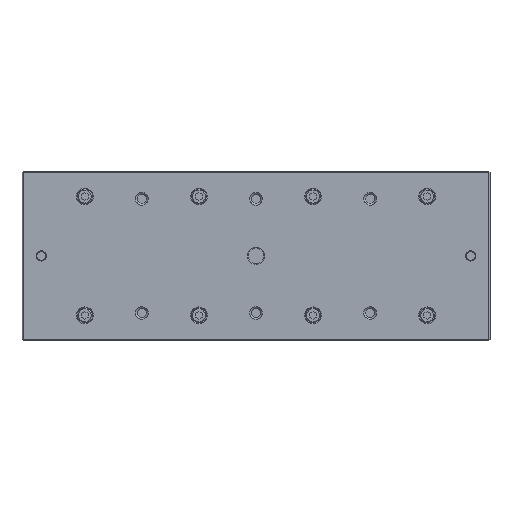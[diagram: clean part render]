
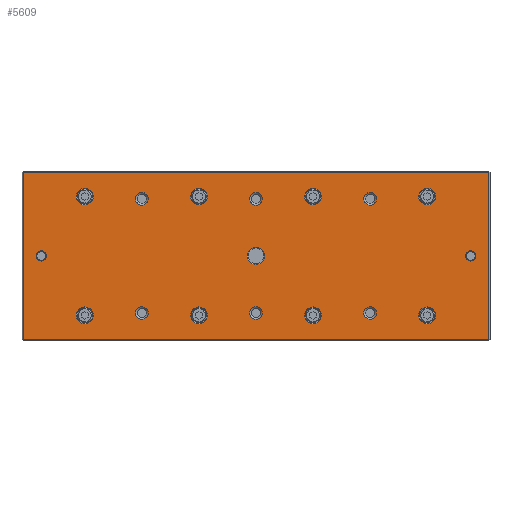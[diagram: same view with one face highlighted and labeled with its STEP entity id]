
A CAD part, top view. The second image highlights one B-rep face of the part: STEP entity #5609.
In plain terms, the highlighted planar face has unit normal (0, 0, 1).
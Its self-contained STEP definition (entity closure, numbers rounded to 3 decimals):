
#4912=FACE_BOUND('',#8370,.T.);
#4913=FACE_BOUND('',#8371,.T.);
#4914=FACE_BOUND('',#8372,.T.);
#4915=FACE_BOUND('',#8373,.T.);
#4916=FACE_BOUND('',#8374,.T.);
#4917=FACE_BOUND('',#8375,.T.);
#4918=FACE_BOUND('',#8376,.T.);
#4919=FACE_BOUND('',#8377,.T.);
#4920=FACE_BOUND('',#8378,.T.);
#4921=FACE_BOUND('',#8379,.T.);
#4922=FACE_BOUND('',#8380,.T.);
#4923=FACE_BOUND('',#8381,.T.);
#4924=FACE_BOUND('',#8382,.T.);
#4925=FACE_BOUND('',#8383,.T.);
#4926=FACE_BOUND('',#8384,.T.);
#4927=FACE_BOUND('',#8385,.T.);
#4928=FACE_BOUND('',#8386,.T.);
#4929=FACE_BOUND('',#8387,.T.);
#5278=CIRCLE('',#22325,7.5);
#5279=CIRCLE('',#22326,4.5);
#5280=CIRCLE('',#22327,4.5);
#5281=CIRCLE('',#22328,5.5);
#5282=CIRCLE('',#22329,5.5);
#5283=CIRCLE('',#22330,5.5);
#5284=CIRCLE('',#22331,5.5);
#5285=CIRCLE('',#22332,5.5);
#5286=CIRCLE('',#22333,5.5);
#5287=CIRCLE('',#22334,7.325);
#5288=CIRCLE('',#22335,7.325);
#5289=CIRCLE('',#22336,7.325);
#5290=CIRCLE('',#22337,7.325);
#5291=CIRCLE('',#22338,7.325);
#5292=CIRCLE('',#22339,7.325);
#5293=CIRCLE('',#22340,7.325);
#5294=CIRCLE('',#22341,7.325);
#5609=ADVANCED_FACE('',(#4912,#4913,#4914,#4915,#4916,#4917,#4918,#4919,
#4920,#4921,#4922,#4923,#4924,#4925,#4926,#4927,#4928,#4929),#6597,.F.);
#6597=PLANE('',#22342);
#8370=EDGE_LOOP('',(#10648));
#8371=EDGE_LOOP('',(#10649));
#8372=EDGE_LOOP('',(#10650));
#8373=EDGE_LOOP('',(#10651));
#8374=EDGE_LOOP('',(#10652));
#8375=EDGE_LOOP('',(#10653));
#8376=EDGE_LOOP('',(#10654));
#8377=EDGE_LOOP('',(#10655));
#8378=EDGE_LOOP('',(#10656));
#8379=EDGE_LOOP('',(#10657));
#8380=EDGE_LOOP('',(#10658));
#8381=EDGE_LOOP('',(#10659));
#8382=EDGE_LOOP('',(#10660));
#8383=EDGE_LOOP('',(#10661));
#8384=EDGE_LOOP('',(#10662));
#8385=EDGE_LOOP('',(#10663));
#8386=EDGE_LOOP('',(#10664));
#8387=EDGE_LOOP('',(#10665,#10666,#10667,#10668));
#10648=ORIENTED_EDGE('',*,*,#16751,.T.);
#10649=ORIENTED_EDGE('',*,*,#16752,.F.);
#10650=ORIENTED_EDGE('',*,*,#16753,.T.);
#10651=ORIENTED_EDGE('',*,*,#16754,.T.);
#10652=ORIENTED_EDGE('',*,*,#16755,.T.);
#10653=ORIENTED_EDGE('',*,*,#16756,.T.);
#10654=ORIENTED_EDGE('',*,*,#16757,.T.);
#10655=ORIENTED_EDGE('',*,*,#16758,.T.);
#10656=ORIENTED_EDGE('',*,*,#16759,.T.);
#10657=ORIENTED_EDGE('',*,*,#16760,.T.);
#10658=ORIENTED_EDGE('',*,*,#16761,.T.);
#10659=ORIENTED_EDGE('',*,*,#16762,.T.);
#10660=ORIENTED_EDGE('',*,*,#16763,.T.);
#10661=ORIENTED_EDGE('',*,*,#16764,.T.);
#10662=ORIENTED_EDGE('',*,*,#16765,.T.);
#10663=ORIENTED_EDGE('',*,*,#16766,.T.);
#10664=ORIENTED_EDGE('',*,*,#16767,.T.);
#10665=ORIENTED_EDGE('',*,*,#16768,.T.);
#10666=ORIENTED_EDGE('',*,*,#16769,.T.);
#10667=ORIENTED_EDGE('',*,*,#16770,.T.);
#10668=ORIENTED_EDGE('',*,*,#16771,.T.);
#14956=VERTEX_POINT('',#29440);
#14957=VERTEX_POINT('',#29442);
#14958=VERTEX_POINT('',#29444);
#14959=VERTEX_POINT('',#29446);
#14960=VERTEX_POINT('',#29448);
#14961=VERTEX_POINT('',#29450);
#14962=VERTEX_POINT('',#29452);
#14963=VERTEX_POINT('',#29454);
#14964=VERTEX_POINT('',#29456);
#14965=VERTEX_POINT('',#29458);
#14966=VERTEX_POINT('',#29460);
#14967=VERTEX_POINT('',#29462);
#14968=VERTEX_POINT('',#29464);
#14969=VERTEX_POINT('',#29466);
#14970=VERTEX_POINT('',#29468);
#14971=VERTEX_POINT('',#29470);
#14972=VERTEX_POINT('',#29472);
#14973=VERTEX_POINT('',#29474);
#14974=VERTEX_POINT('',#29475);
#14975=VERTEX_POINT('',#29477);
#14976=VERTEX_POINT('',#29479);
#16751=EDGE_CURVE('',#14956,#14956,#5278,.T.);
#16752=EDGE_CURVE('',#14957,#14957,#5279,.T.);
#16753=EDGE_CURVE('',#14958,#14958,#5280,.T.);
#16754=EDGE_CURVE('',#14959,#14959,#5281,.T.);
#16755=EDGE_CURVE('',#14960,#14960,#5282,.T.);
#16756=EDGE_CURVE('',#14961,#14961,#5283,.T.);
#16757=EDGE_CURVE('',#14962,#14962,#5284,.T.);
#16758=EDGE_CURVE('',#14963,#14963,#5285,.T.);
#16759=EDGE_CURVE('',#14964,#14964,#5286,.T.);
#16760=EDGE_CURVE('',#14965,#14965,#5287,.T.);
#16761=EDGE_CURVE('',#14966,#14966,#5288,.T.);
#16762=EDGE_CURVE('',#14967,#14967,#5289,.T.);
#16763=EDGE_CURVE('',#14968,#14968,#5290,.T.);
#16764=EDGE_CURVE('',#14969,#14969,#5291,.T.);
#16765=EDGE_CURVE('',#14970,#14970,#5292,.T.);
#16766=EDGE_CURVE('',#14971,#14971,#5293,.T.);
#16767=EDGE_CURVE('',#14972,#14972,#5294,.T.);
#16768=EDGE_CURVE('',#14973,#14974,#18934,.T.);
#16769=EDGE_CURVE('',#14974,#14975,#18935,.T.);
#16770=EDGE_CURVE('',#14975,#14976,#18936,.T.);
#16771=EDGE_CURVE('',#14976,#14973,#18937,.T.);
#18934=LINE('',#29473,#20794);
#18935=LINE('',#29476,#20795);
#18936=LINE('',#29478,#20796);
#18937=LINE('',#29480,#20797);
#20794=VECTOR('',#24388,1.);
#20795=VECTOR('',#24389,1.);
#20796=VECTOR('',#24390,1.);
#20797=VECTOR('',#24391,1.);
#22325=AXIS2_PLACEMENT_3D('',#29439,#24354,#24355);
#22326=AXIS2_PLACEMENT_3D('',#29441,#24356,#24357);
#22327=AXIS2_PLACEMENT_3D('',#29443,#24358,#24359);
#22328=AXIS2_PLACEMENT_3D('',#29445,#24360,#24361);
#22329=AXIS2_PLACEMENT_3D('',#29447,#24362,#24363);
#22330=AXIS2_PLACEMENT_3D('',#29449,#24364,#24365);
#22331=AXIS2_PLACEMENT_3D('',#29451,#24366,#24367);
#22332=AXIS2_PLACEMENT_3D('',#29453,#24368,#24369);
#22333=AXIS2_PLACEMENT_3D('',#29455,#24370,#24371);
#22334=AXIS2_PLACEMENT_3D('',#29457,#24372,#24373);
#22335=AXIS2_PLACEMENT_3D('',#29459,#24374,#24375);
#22336=AXIS2_PLACEMENT_3D('',#29461,#24376,#24377);
#22337=AXIS2_PLACEMENT_3D('',#29463,#24378,#24379);
#22338=AXIS2_PLACEMENT_3D('',#29465,#24380,#24381);
#22339=AXIS2_PLACEMENT_3D('',#29467,#24382,#24383);
#22340=AXIS2_PLACEMENT_3D('',#29469,#24384,#24385);
#22341=AXIS2_PLACEMENT_3D('',#29471,#24386,#24387);
#22342=AXIS2_PLACEMENT_3D('',#29481,#24392,#24393);
#24354=DIRECTION('',(0.,0.,-1.));
#24355=DIRECTION('',(-1.,0.,0.));
#24356=DIRECTION('',(0.,0.,1.));
#24357=DIRECTION('',(1.,0.,0.));
#24358=DIRECTION('',(0.,0.,-1.));
#24359=DIRECTION('',(-1.,0.,0.));
#24360=DIRECTION('',(0.,0.,-1.));
#24361=DIRECTION('',(-1.,0.,0.));
#24362=DIRECTION('',(0.,0.,-1.));
#24363=DIRECTION('',(-1.,0.,0.));
#24364=DIRECTION('',(0.,0.,-1.));
#24365=DIRECTION('',(-1.,0.,0.));
#24366=DIRECTION('',(0.,0.,-1.));
#24367=DIRECTION('',(-1.,0.,0.));
#24368=DIRECTION('',(0.,0.,-1.));
#24369=DIRECTION('',(-1.,0.,0.));
#24370=DIRECTION('',(0.,0.,-1.));
#24371=DIRECTION('',(-1.,0.,0.));
#24372=DIRECTION('',(0.,0.,-1.));
#24373=DIRECTION('',(-1.,0.,0.));
#24374=DIRECTION('',(0.,0.,-1.));
#24375=DIRECTION('',(-1.,0.,0.));
#24376=DIRECTION('',(0.,0.,-1.));
#24377=DIRECTION('',(-1.,0.,0.));
#24378=DIRECTION('',(0.,0.,-1.));
#24379=DIRECTION('',(-1.,0.,0.));
#24380=DIRECTION('',(0.,0.,-1.));
#24381=DIRECTION('',(-1.,0.,0.));
#24382=DIRECTION('',(0.,0.,-1.));
#24383=DIRECTION('',(-1.,0.,0.));
#24384=DIRECTION('',(0.,0.,-1.));
#24385=DIRECTION('',(-1.,0.,0.));
#24386=DIRECTION('',(0.,0.,-1.));
#24387=DIRECTION('',(-1.,0.,0.));
#24388=DIRECTION('',(1.,0.,0.));
#24389=DIRECTION('',(0.,1.,0.));
#24390=DIRECTION('',(-1.,0.,0.));
#24391=DIRECTION('',(0.,-1.,0.));
#24392=DIRECTION('',(0.,0.,-1.));
#24393=DIRECTION('',(1.,0.,0.));
#29439=CARTESIAN_POINT('',(285.,74.,60.));
#29440=CARTESIAN_POINT('',(277.5,74.,60.));
#29441=CARTESIAN_POINT('',(473.,74.,60.));
#29442=CARTESIAN_POINT('',(477.5,74.,60.));
#29443=CARTESIAN_POINT('',(97.,74.,60.));
#29444=CARTESIAN_POINT('',(92.5,74.,60.));
#29445=CARTESIAN_POINT('',(385.,24.,60.));
#29446=CARTESIAN_POINT('',(379.5,24.,60.));
#29447=CARTESIAN_POINT('',(385.,124.,60.));
#29448=CARTESIAN_POINT('',(379.5,124.,60.));
#29449=CARTESIAN_POINT('',(285.,24.,60.));
#29450=CARTESIAN_POINT('',(279.5,24.,60.));
#29451=CARTESIAN_POINT('',(285.,124.,60.));
#29452=CARTESIAN_POINT('',(279.5,124.,60.));
#29453=CARTESIAN_POINT('',(185.,24.,60.));
#29454=CARTESIAN_POINT('',(179.5,24.,60.));
#29455=CARTESIAN_POINT('',(185.,124.,60.));
#29456=CARTESIAN_POINT('',(179.5,124.,60.));
#29457=CARTESIAN_POINT('',(435.,22.,60.));
#29458=CARTESIAN_POINT('',(427.675,22.,60.));
#29459=CARTESIAN_POINT('',(435.,126.,60.));
#29460=CARTESIAN_POINT('',(427.675,126.,60.));
#29461=CARTESIAN_POINT('',(335.,22.,60.));
#29462=CARTESIAN_POINT('',(327.675,22.,60.));
#29463=CARTESIAN_POINT('',(335.,126.,60.));
#29464=CARTESIAN_POINT('',(327.675,126.,60.));
#29465=CARTESIAN_POINT('',(235.,22.,60.));
#29466=CARTESIAN_POINT('',(227.675,22.,60.));
#29467=CARTESIAN_POINT('',(235.,126.,60.));
#29468=CARTESIAN_POINT('',(227.675,126.,60.));
#29469=CARTESIAN_POINT('',(135.,22.,60.));
#29470=CARTESIAN_POINT('',(127.675,22.,60.));
#29471=CARTESIAN_POINT('',(135.,126.,60.));
#29472=CARTESIAN_POINT('',(127.675,126.,60.));
#29473=CARTESIAN_POINT('',(490.,0.7,60.));
#29474=CARTESIAN_POINT('',(81.,0.7,60.));
#29475=CARTESIAN_POINT('',(489.,0.7,60.));
#29476=CARTESIAN_POINT('',(489.,148.,60.));
#29477=CARTESIAN_POINT('',(489.,147.3,60.));
#29478=CARTESIAN_POINT('',(490.,147.3,60.));
#29479=CARTESIAN_POINT('',(81.,147.3,60.));
#29480=CARTESIAN_POINT('',(81.,0.7,60.));
#29481=CARTESIAN_POINT('',(490.,148.,60.));
